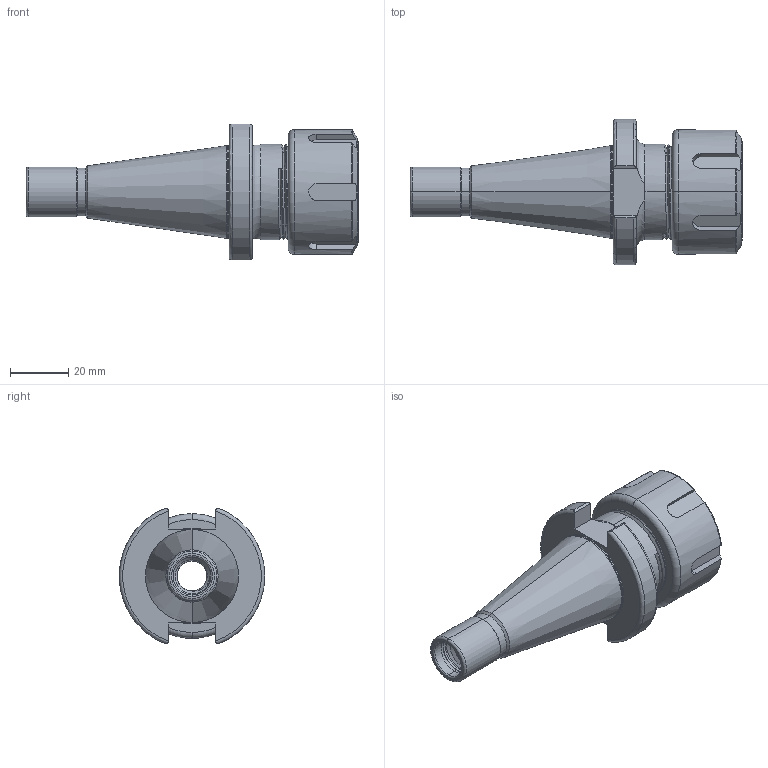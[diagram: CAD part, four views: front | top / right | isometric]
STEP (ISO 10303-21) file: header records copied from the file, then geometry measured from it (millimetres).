
FILE_DESCRIPTION (( 'STEP AP203' ), '1' );
FILE_NAME ('301.01.16.STEP', '2016-11-26T03:49:36', ( '' ), ( '' ), 'SwSTEP 2.0', 'SolidWorks 2012', '' );
FILE_SCHEMA (( 'CONFIG_CONTROL_DESIGN' ));
Length unit declared in the file: millimetre
Products named in the file (7): 301.01.16; OZ16002PD; OZ16Y1; OZ螺帽螺絲 M4; OZ16#100 3MM鋼珠; OZ16001PD
Assembly tree (40 placements, depth 3):
  301.01.16
    301.01.16
    OZ16Y1
      OZ16001PD
      OZ16002PD
      OZ螺帽螺絲 M4
      OZ16#100 3MM鋼珠  x35
Bounding box: 114.46 x 50.2 x 46.86 mm (x, y, z)
Volume: 58411.8 mm3; surface area: 31773 mm2
Topology: 39 solids, 39 shells, 369 faces, 1027 edges, 669 vertices
Faces by surface type: cylinder 117, sphere 70, plane 57, cone 48, torus 47, bspline 30
Entity records: 23494 total; most frequent: CARTESIAN_POINT 15076, ORIENTED_EDGE 1568, DIRECTION 1287, EDGE_CURVE 784, AXIS2_PLACEMENT_3D 525, VERTEX_POINT 496, EDGE_LOOP 312, ADVANCED_FACE 301
